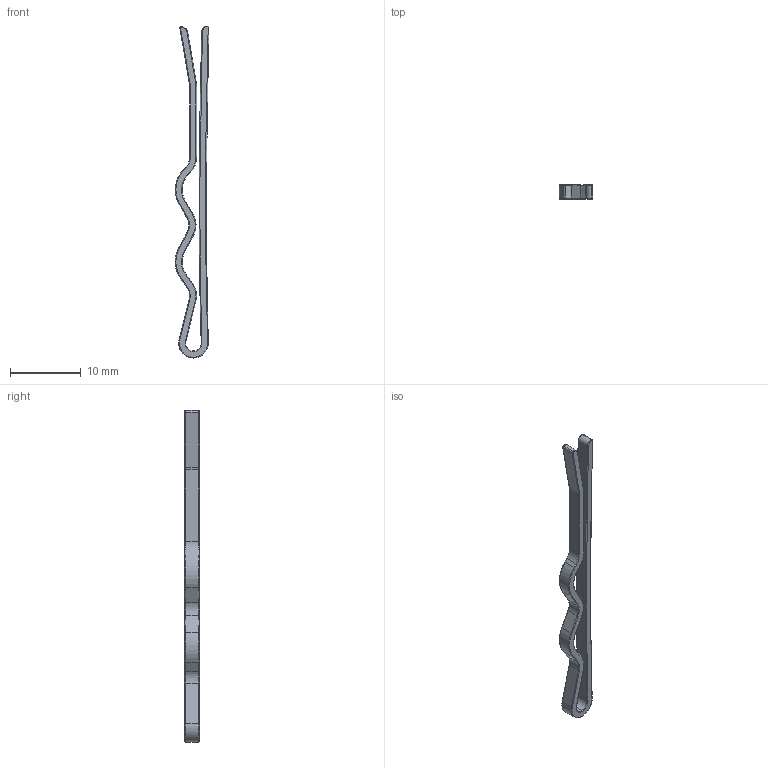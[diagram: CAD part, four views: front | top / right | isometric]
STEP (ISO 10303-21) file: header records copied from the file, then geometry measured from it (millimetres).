
FILE_DESCRIPTION (( 'STEP AP203' ), '1' );
FILE_NAME ('Bobby Pin 3.STEP', '2016-07-01T14:05:32', ( 'Brian' ), ( '' ), 'SwSTEP 2.0', 'SolidWorks 2015', '' );
FILE_SCHEMA (( 'CONFIG_CONTROL_DESIGN' ));
Length unit declared in the file: millimetre
Products named in the file (1): Bobby Pin 3
Bounding box: 4.77 x 2 x 46.98 mm (x, y, z)
Volume: 192.6 mm3; surface area: 567 mm2
Topology: 1 solids, 1 shells, 110 faces, 252 edges, 144 vertices
Faces by surface type: cylinder 48, torus 40, plane 16, bspline 6
Entity records: 3365 total; most frequent: CARTESIAN_POINT 753, DIRECTION 598, ORIENTED_EDGE 504, AXIS2_PLACEMENT_3D 253, EDGE_CURVE 252, CIRCLE 148, VERTEX_POINT 144, ADVANCED_FACE 110
